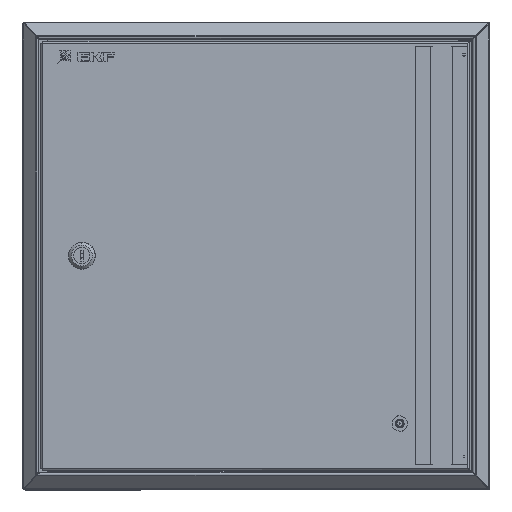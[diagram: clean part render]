
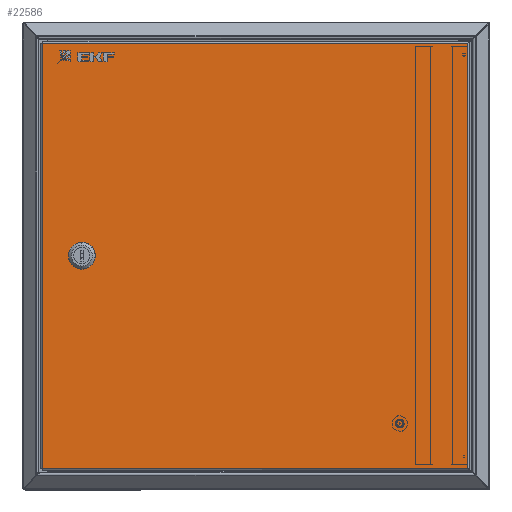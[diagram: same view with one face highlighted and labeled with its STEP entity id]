
A CAD part, top view. The second image highlights one B-rep face of the part: STEP entity #22586.
In plain terms, the highlighted planar face has unit normal (0, 0, 1).
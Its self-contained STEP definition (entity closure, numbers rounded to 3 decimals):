
#641 = DIRECTION ( 'NONE',  ( 0., 0., -1. ) ) ;
#919 = EDGE_CURVE ( 'NONE', #16583, #7788, #8816, .T. ) ;
#1075 = ORIENTED_EDGE ( 'NONE', *, *, #919, .F. ) ;
#1317 = VERTEX_POINT ( 'NONE', #9109 ) ;
#1699 = CARTESIAN_POINT ( 'NONE',  ( 305.4, 40., 0. ) ) ;
#1792 = DIRECTION ( 'NONE',  ( -1., 0., 0. ) ) ;
#2119 = CARTESIAN_POINT ( 'NONE',  ( 41.8, 187.279, 0. ) ) ;
#2576 = DIRECTION ( 'NONE',  ( 0., -1., 0. ) ) ;
#2743 = ORIENTED_EDGE ( 'NONE', *, *, #3566, .T. ) ;
#3566 = EDGE_CURVE ( 'NONE', #27536, #16762, #5935, .T. ) ;
#3932 = DIRECTION ( 'NONE',  ( -1., 0., 0. ) ) ;
#4117 = EDGE_LOOP ( 'NONE', ( #20913, #20595 ) ) ;
#4706 = CARTESIAN_POINT ( 'NONE',  ( 33.3, 183.63, 0. ) ) ;
#4771 = DIRECTION ( 'NONE',  ( 0., 0., 1. ) ) ;
#4866 = CARTESIAN_POINT ( 'NONE',  ( 304.9, 40., 0. ) ) ;
#5034 = EDGE_LOOP ( 'NONE', ( #16692, #1075, #20745, #21681 ) ) ;
#5239 = VECTOR ( 'NONE', #21735, 1000. ) ;
#5334 = LINE ( 'NONE', #13958, #23255 ) ;
#5935 = LINE ( 'NONE', #10529, #5239 ) ;
#6384 = DIRECTION ( 'NONE',  ( 0., 0., -1. ) ) ;
#6453 = VERTEX_POINT ( 'NONE', #21233 ) ;
#6470 = AXIS2_PLACEMENT_3D ( 'NONE', #25258, #641, #16298 ) ;
#6938 = DIRECTION ( 'NONE',  ( 1., 0., 0. ) ) ;
#7559 = CARTESIAN_POINT ( 'NONE',  ( 41.8, 187.279, 0. ) ) ;
#7582 = EDGE_LOOP ( 'NONE', ( #27512, #26554, #14522, #2743 ) ) ;
#7762 = CIRCLE ( 'NONE', #15348, 0.5 ) ;
#7788 = VERTEX_POINT ( 'NONE', #12246 ) ;
#7998 = CIRCLE ( 'NONE', #11073, 0.5 ) ;
#8816 = CIRCLE ( 'NONE', #19922, 9.25 ) ;
#9109 = CARTESIAN_POINT ( 'NONE',  ( 0., 365.56, 0. ) ) ;
#9183 = VERTEX_POINT ( 'NONE', #28935 ) ;
#9328 = VERTEX_POINT ( 'NONE', #16047 ) ;
#9595 = EDGE_CURVE ( 'NONE', #9328, #16583, #9709, .T. ) ;
#9709 = LINE ( 'NONE', #2119, #26960 ) ;
#10119 = CIRCLE ( 'NONE', #15996, 9.25 ) ;
#10529 = CARTESIAN_POINT ( 'NONE',  ( 0., 1.7, 0. ) ) ;
#10585 = CARTESIAN_POINT ( 'NONE',  ( 363.7, 0.877, 0. ) ) ;
#11045 = LINE ( 'NONE', #18232, #17017 ) ;
#11073 = AXIS2_PLACEMENT_3D ( 'NONE', #19841, #6384, #22104 ) ;
#12246 = CARTESIAN_POINT ( 'NONE',  ( 24.8, 187.279, 0. ) ) ;
#12590 = CARTESIAN_POINT ( 'NONE',  ( 0., 1.7, 0. ) ) ;
#12668 = CARTESIAN_POINT ( 'NONE',  ( 363.7, 1.7, 0. ) ) ;
#12851 = DIRECTION ( 'NONE',  ( 0., 1., 0. ) ) ;
#13081 = FACE_BOUND ( 'NONE', #5034, .T. ) ;
#13958 = CARTESIAN_POINT ( 'NONE',  ( 24.8, 187.279, 0. ) ) ;
#14064 = EDGE_CURVE ( 'NONE', #24470, #17720, #7998, .T. ) ;
#14522 = ORIENTED_EDGE ( 'NONE', *, *, #21408, .T. ) ;
#14759 = EDGE_CURVE ( 'NONE', #9183, #9328, #10119, .T. ) ;
#15295 = VECTOR ( 'NONE', #1792, 1000. ) ;
#15348 = AXIS2_PLACEMENT_3D ( 'NONE', #1699, #17345, #3932 ) ;
#15526 = DIRECTION ( 'NONE',  ( 0., 1., 0. ) ) ;
#15767 = LINE ( 'NONE', #10585, #27038 ) ;
#15996 = AXIS2_PLACEMENT_3D ( 'NONE', #4706, #20391, #6938 ) ;
#16047 = CARTESIAN_POINT ( 'NONE',  ( 41.8, 179.981, 0. ) ) ;
#16197 = DIRECTION ( 'NONE',  ( 0., -1., 0. ) ) ;
#16298 = DIRECTION ( 'NONE',  ( -1., 0., 0. ) ) ;
#16437 = CARTESIAN_POINT ( 'NONE',  ( 305.9, 40., 0. ) ) ;
#16583 = VERTEX_POINT ( 'NONE', #7559 ) ;
#16692 = ORIENTED_EDGE ( 'NONE', *, *, #23428, .F. ) ;
#16762 = VERTEX_POINT ( 'NONE', #12668 ) ;
#17017 = VECTOR ( 'NONE', #2576, 1000. ) ;
#17345 = DIRECTION ( 'NONE',  ( 0., 0., -1. ) ) ;
#17720 = VERTEX_POINT ( 'NONE', #4866 ) ;
#18232 = CARTESIAN_POINT ( 'NONE',  ( 0., 0., 0. ) ) ;
#18349 = FACE_OUTER_BOUND ( 'NONE', #7582, .T. ) ;
#19062 = FACE_BOUND ( 'NONE', #4117, .T. ) ;
#19464 = EDGE_CURVE ( 'NONE', #16762, #6453, #15767, .T. ) ;
#19841 = CARTESIAN_POINT ( 'NONE',  ( 305.4, 40., 0. ) ) ;
#19922 = AXIS2_PLACEMENT_3D ( 'NONE', #20663, #4771, #22529 ) ;
#20391 = DIRECTION ( 'NONE',  ( 0., 0., 1. ) ) ;
#20595 = ORIENTED_EDGE ( 'NONE', *, *, #14064, .T. ) ;
#20663 = CARTESIAN_POINT ( 'NONE',  ( 33.3, 183.63, 0. ) ) ;
#20745 = ORIENTED_EDGE ( 'NONE', *, *, #9595, .F. ) ;
#20913 = ORIENTED_EDGE ( 'NONE', *, *, #23625, .T. ) ;
#21192 = EDGE_CURVE ( 'NONE', #6453, #1317, #28669, .T. ) ;
#21233 = CARTESIAN_POINT ( 'NONE',  ( 363.7, 365.56, 0. ) ) ;
#21408 = EDGE_CURVE ( 'NONE', #1317, #27536, #11045, .T. ) ;
#21681 = ORIENTED_EDGE ( 'NONE', *, *, #14759, .F. ) ;
#21735 = DIRECTION ( 'NONE',  ( 1., 0., 0. ) ) ;
#22104 = DIRECTION ( 'NONE',  ( -1., 0., 0. ) ) ;
#22529 = DIRECTION ( 'NONE',  ( 1., 0., 0. ) ) ;
#22586 = ADVANCED_FACE ( 'NONE', ( #19062, #13081, #18349 ), #27523, .F. ) ;
#23255 = VECTOR ( 'NONE', #16197, 1000. ) ;
#23428 = EDGE_CURVE ( 'NONE', #7788, #9183, #5334, .T. ) ;
#23625 = EDGE_CURVE ( 'NONE', #17720, #24470, #7762, .T. ) ;
#24470 = VERTEX_POINT ( 'NONE', #16437 ) ;
#25258 = CARTESIAN_POINT ( 'NONE',  ( 0., 0., 0. ) ) ;
#26554 = ORIENTED_EDGE ( 'NONE', *, *, #21192, .T. ) ;
#26960 = VECTOR ( 'NONE', #15526, 1000. ) ;
#27038 = VECTOR ( 'NONE', #12851, 1000. ) ;
#27512 = ORIENTED_EDGE ( 'NONE', *, *, #19464, .T. ) ;
#27523 = PLANE ( 'NONE',  #6470 ) ;
#27536 = VERTEX_POINT ( 'NONE', #12590 ) ;
#28669 = LINE ( 'NONE', #28690, #15295 ) ;
#28690 = CARTESIAN_POINT ( 'NONE',  ( 364.523, 365.56, 0. ) ) ;
#28935 = CARTESIAN_POINT ( 'NONE',  ( 24.8, 179.981, 0. ) ) ;
